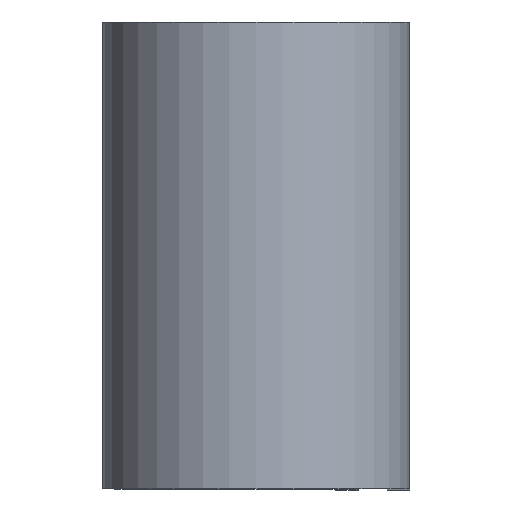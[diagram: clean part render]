
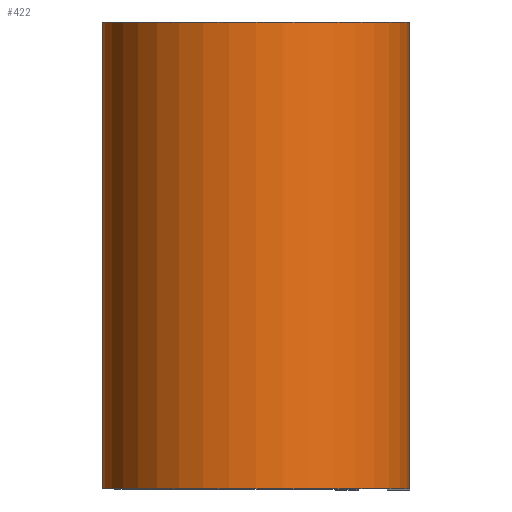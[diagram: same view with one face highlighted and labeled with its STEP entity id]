
A CAD part, top view. The second image highlights one B-rep face of the part: STEP entity #422.
In plain terms, the highlighted cylindrical face has radius 8.357 mm (diameter 16.713 mm), a partial arc.
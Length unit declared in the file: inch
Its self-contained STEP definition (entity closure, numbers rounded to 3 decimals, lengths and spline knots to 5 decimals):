
#2 = EDGE_CURVE ( 'NONE', #362, #471, #576, .T. ) ;
#9 = CARTESIAN_POINT ( 'NONE',  ( 0., 0.5, -0.329 ) ) ;
#30 = VERTEX_POINT ( 'NONE', #145 ) ;
#35 = AXIS2_PLACEMENT_3D ( 'NONE', #424, #436, #429 ) ;
#80 = CARTESIAN_POINT ( 'NONE',  ( 0., 0.5, -0.329 ) ) ;
#105 = DIRECTION ( 'NONE',  ( 0., -1., 0. ) ) ;
#139 = DIRECTION ( 'NONE',  ( 0., -1., 0. ) ) ;
#145 = CARTESIAN_POINT ( 'NONE',  ( 0., -0.5, -0.329 ) ) ;
#165 = ORIENTED_EDGE ( 'NONE', *, *, #2, .F. ) ;
#166 = CARTESIAN_POINT ( 'NONE',  ( 0.329, 0.5, 0. ) ) ;
#217 = AXIS2_PLACEMENT_3D ( 'NONE', #605, #595, #327 ) ;
#218 = CIRCLE ( 'NONE', #217, 0.329 ) ;
#227 = EDGE_LOOP ( 'NONE', ( #633, #165, #412, #499 ) ) ;
#228 = CARTESIAN_POINT ( 'NONE',  ( 0.329, 0.5, 0. ) ) ;
#238 = EDGE_CURVE ( 'NONE', #30, #471, #218, .T. ) ;
#240 = AXIS2_PLACEMENT_3D ( 'NONE', #480, #105, #437 ) ;
#274 = EDGE_CURVE ( 'NONE', #299, #30, #567, .T. ) ;
#299 = VERTEX_POINT ( 'NONE', #80 ) ;
#327 = DIRECTION ( 'NONE',  ( 1., 0., 0. ) ) ;
#362 = VERTEX_POINT ( 'NONE', #228 ) ;
#400 = EDGE_CURVE ( 'NONE', #299, #362, #634, .T. ) ;
#412 = ORIENTED_EDGE ( 'NONE', *, *, #400, .F. ) ;
#422 = ADVANCED_FACE ( 'NONE', ( #588 ), #627, .T. ) ;
#424 = CARTESIAN_POINT ( 'NONE',  ( 0., 0.5, 0. ) ) ;
#429 = DIRECTION ( 'NONE',  ( 1., 0., 0. ) ) ;
#436 = DIRECTION ( 'NONE',  ( 0., 1., 0. ) ) ;
#437 = DIRECTION ( 'NONE',  ( 0., 0., -1. ) ) ;
#439 = VECTOR ( 'NONE', #557, 39.37008 ) ;
#448 = VECTOR ( 'NONE', #139, 39.37008 ) ;
#471 = VERTEX_POINT ( 'NONE', #510 ) ;
#480 = CARTESIAN_POINT ( 'NONE',  ( 0., 0.5, 0. ) ) ;
#499 = ORIENTED_EDGE ( 'NONE', *, *, #274, .T. ) ;
#510 = CARTESIAN_POINT ( 'NONE',  ( 0.329, -0.5, 0. ) ) ;
#557 = DIRECTION ( 'NONE',  ( 0., -1., 0. ) ) ;
#567 = LINE ( 'NONE', #9, #439 ) ;
#576 = LINE ( 'NONE', #166, #448 ) ;
#588 = FACE_OUTER_BOUND ( 'NONE', #227, .T. ) ;
#595 = DIRECTION ( 'NONE',  ( 0., 1., 0. ) ) ;
#605 = CARTESIAN_POINT ( 'NONE',  ( 0., -0.5, 0. ) ) ;
#627 = CYLINDRICAL_SURFACE ( 'NONE', #240, 0.329 ) ;
#633 = ORIENTED_EDGE ( 'NONE', *, *, #238, .T. ) ;
#634 = CIRCLE ( 'NONE', #35, 0.329 ) ;
